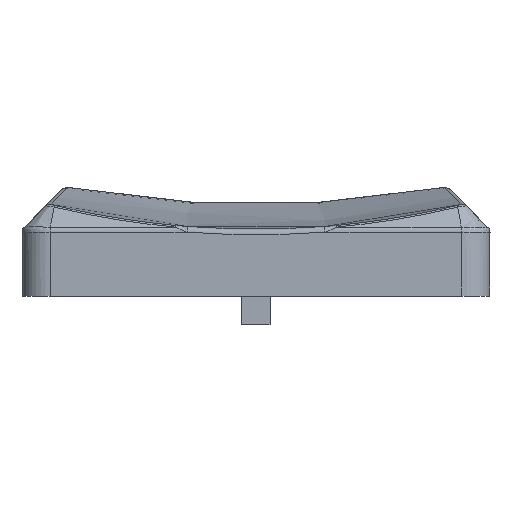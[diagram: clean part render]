
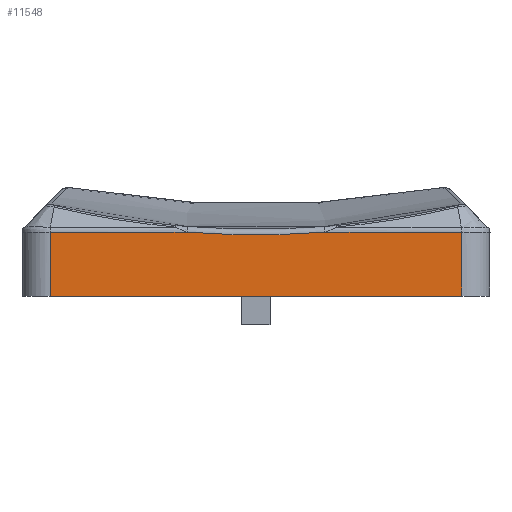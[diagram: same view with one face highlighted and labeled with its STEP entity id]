
A CAD part, front view. The second image highlights one B-rep face of the part: STEP entity #11548.
In plain terms, the highlighted planar face has unit normal (0, -1, 0).
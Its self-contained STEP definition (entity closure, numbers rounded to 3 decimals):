
#764=CIRCLE('',#12554,30.67);
#926=ELLIPSE('',#12553,0.75,0.623);
#1596=FACE_OUTER_BOUND('',#2310,.T.);
#2310=EDGE_LOOP('',(#10292,#10293,#10294,#10295,#10296,#10297,#10298));
#3396=LINE('',#22291,#4464);
#3404=LINE('',#22338,#4472);
#3406=LINE('',#22431,#4474);
#3407=LINE('',#22435,#4475);
#3408=LINE('',#22438,#4476);
#4464=VECTOR('',#15492,10.);
#4472=VECTOR('',#15530,10.);
#4474=VECTOR('',#15540,10.);
#4475=VECTOR('',#15543,10.);
#4476=VECTOR('',#15546,10.);
#5476=VERTEX_POINT('',#22277);
#5482=VERTEX_POINT('',#22289);
#5496=VERTEX_POINT('',#22337);
#5500=VERTEX_POINT('',#22430);
#5501=VERTEX_POINT('',#22432);
#5502=VERTEX_POINT('',#22434);
#5503=VERTEX_POINT('',#22436);
#7091=EDGE_CURVE('',#5482,#5476,#3396,.T.);
#7110=EDGE_CURVE('',#5476,#5496,#3404,.T.);
#7116=EDGE_CURVE('',#5500,#5482,#3406,.T.);
#7117=EDGE_CURVE('',#5501,#5500,#926,.T.);
#7118=EDGE_CURVE('',#5502,#5501,#3407,.T.);
#7119=EDGE_CURVE('',#5503,#5502,#764,.T.);
#7120=EDGE_CURVE('',#5496,#5503,#3408,.T.);
#10292=ORIENTED_EDGE('',*,*,#7116,.F.);
#10293=ORIENTED_EDGE('',*,*,#7117,.F.);
#10294=ORIENTED_EDGE('',*,*,#7118,.F.);
#10295=ORIENTED_EDGE('',*,*,#7119,.F.);
#10296=ORIENTED_EDGE('',*,*,#7120,.F.);
#10297=ORIENTED_EDGE('',*,*,#7110,.F.);
#10298=ORIENTED_EDGE('',*,*,#7091,.F.);
#10908=PLANE('',#12552);
#11548=ADVANCED_FACE('',(#1596),#10908,.T.);
#12552=AXIS2_PLACEMENT_3D('',#22429,#15538,#15539);
#12553=AXIS2_PLACEMENT_3D('',#22433,#15541,#15542);
#12554=AXIS2_PLACEMENT_3D('',#22437,#15544,#15545);
#15492=DIRECTION('',(-1.,0.,0.));
#15530=DIRECTION('',(0.,0.,1.));
#15538=DIRECTION('center_axis',(0.,-1.,0.));
#15539=DIRECTION('ref_axis',(1.,0.,0.));
#15540=DIRECTION('',(0.,0.,-1.));
#15541=DIRECTION('center_axis',(0.,1.,0.));
#15542=DIRECTION('ref_axis',(0.87,0.,-0.492));
#15543=DIRECTION('',(1.,0.,0.));
#15544=DIRECTION('center_axis',(0.,-1.,0.));
#15545=DIRECTION('ref_axis',(0.079,0.,-0.997));
#15546=DIRECTION('',(1.,0.,0.));
#22277=CARTESIAN_POINT('',(-7.244,-25.233,-0.86));
#22289=CARTESIAN_POINT('',(7.256,-25.233,-0.86));
#22291=CARTESIAN_POINT('',(2.502,-25.233,-0.86));
#22337=CARTESIAN_POINT('',(-7.244,-25.233,1.396));
#22338=CARTESIAN_POINT('',(-7.244,-25.233,1.102));
#22429=CARTESIAN_POINT('Origin',(0.006,-25.233,
1.102));
#22430=CARTESIAN_POINT('',(7.256,-25.233,1.396));
#22431=CARTESIAN_POINT('',(7.256,-25.233,1.102));
#22432=CARTESIAN_POINT('',(7.244,-25.233,1.396));
#22433=CARTESIAN_POINT('Origin',(7.358,-25.233,0.74));
#22434=CARTESIAN_POINT('',(2.437,-25.233,1.396));
#22435=CARTESIAN_POINT('',(3.756,-25.233,1.396));
#22436=CARTESIAN_POINT('',(-2.424,-25.233,1.396));
#22437=CARTESIAN_POINT('Origin',(0.006,-25.233,
31.97));
#22438=CARTESIAN_POINT('',(3.756,-25.233,1.396));
